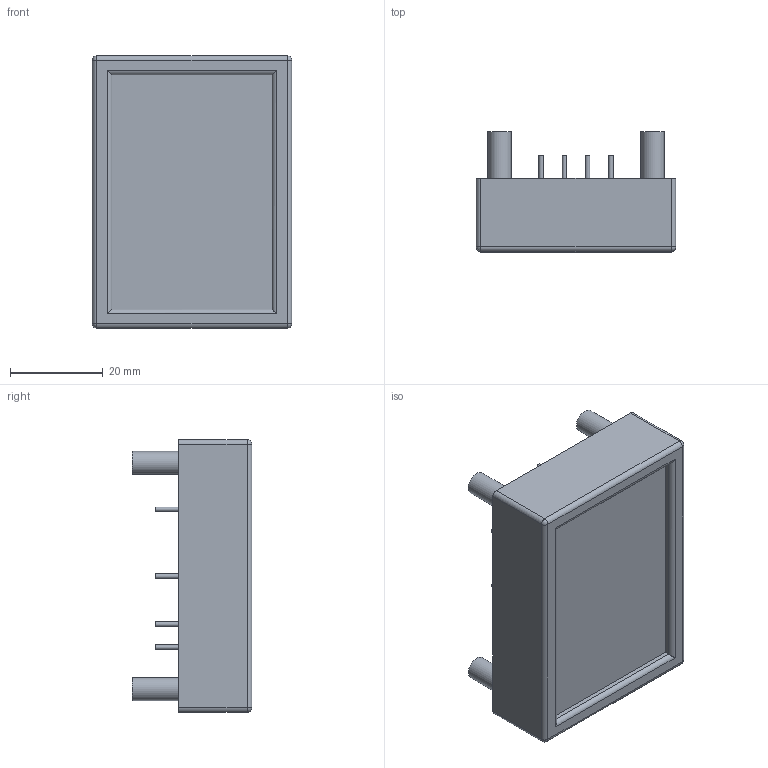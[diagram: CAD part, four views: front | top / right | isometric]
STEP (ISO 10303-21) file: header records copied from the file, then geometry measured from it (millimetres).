
FILE_DESCRIPTION(/* description */ (''),/* implementation_level */ '2;1');
FILE_NAME(/* name */ 'EL Display.step',/* time_stamp */ '2021-11-22T11:50:18-08:00',/* author */ (''),/* organization */ (''),/* preprocessor_version */ 'ST-DEVELOPER v18.1',/* originating_system */ 'Autodesk Translation Framework v10.10.0.1391',/* authorisation */ '');
FILE_SCHEMA (('AUTOMOTIVE_DESIGN { 1 0 10303 214 3 1 1 }'));
Length unit declared in the file: millimetre
Products named in the file (1): EL Display
Bounding box: 43 x 25.8 x 58.75 mm (x, y, z)
Volume: 43353.4 mm3; surface area: 18349.6 mm2
Topology: 17 solids, 17 shells, 85 faces, 134 edges, 84 vertices
Faces by surface type: plane 51, cylinder 30, sphere 4
Full cylindrical faces by diameter (mm): 1 x10, 2.529 x4, 5 x4
Entity records: 1984 total; most frequent: DIRECTION 362, CARTESIAN_POINT 304, ORIENTED_EDGE 268, AXIS2_PLACEMENT_3D 142, EDGE_CURVE 134, EDGE_LOOP 94, FACE_OUTER_BOUND 85, ADVANCED_FACE 85
